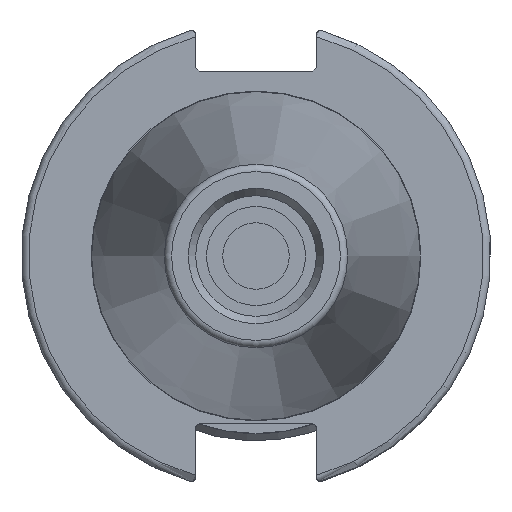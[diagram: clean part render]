
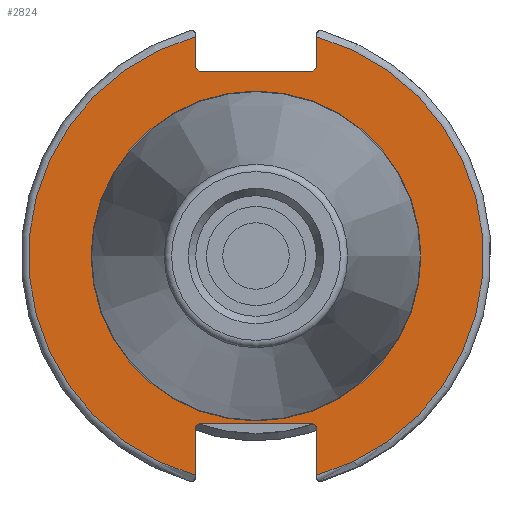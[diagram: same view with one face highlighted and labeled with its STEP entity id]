
A CAD part, left-side view. The second image highlights one B-rep face of the part: STEP entity #2824.
In plain terms, the highlighted planar face has unit normal (-1, 0, 0).
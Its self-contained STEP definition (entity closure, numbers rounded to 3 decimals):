
#422=FACE_BOUND('',#734,.T.);
#442=PLANE('',#3221);
#571=FACE_OUTER_BOUND('',#733,.T.);
#733=EDGE_LOOP('',(#2113,#2114,#2115,#2116,#2117,#2118,#2119,#2120,#2121,
#2122,#2123,#2124));
#734=EDGE_LOOP('',(#2125));
#902=LINE('',#4594,#1102);
#903=LINE('',#4596,#1103);
#904=LINE('',#4598,#1104);
#905=LINE('',#4600,#1105);
#906=LINE('',#4602,#1106);
#907=LINE('',#4606,#1107);
#908=LINE('',#4608,#1108);
#909=LINE('',#4610,#1109);
#910=LINE('',#4612,#1110);
#911=LINE('',#4613,#1111);
#1102=VECTOR('',#3661,10.);
#1103=VECTOR('',#3662,10.);
#1104=VECTOR('',#3663,10.);
#1105=VECTOR('',#3664,10.);
#1106=VECTOR('',#3665,10.);
#1107=VECTOR('',#3668,10.);
#1108=VECTOR('',#3669,10.);
#1109=VECTOR('',#3670,10.);
#1110=VECTOR('',#3671,10.);
#1111=VECTOR('',#3672,10.);
#1312=CIRCLE('',#3219,22.3);
#1314=CIRCLE('',#3222,30.75);
#1315=CIRCLE('',#3223,30.75);
#1445=VERTEX_POINT('',#4585);
#1446=VERTEX_POINT('',#4590);
#1447=VERTEX_POINT('',#4591);
#1448=VERTEX_POINT('',#4593);
#1449=VERTEX_POINT('',#4595);
#1450=VERTEX_POINT('',#4597);
#1451=VERTEX_POINT('',#4599);
#1452=VERTEX_POINT('',#4601);
#1453=VERTEX_POINT('',#4603);
#1454=VERTEX_POINT('',#4605);
#1455=VERTEX_POINT('',#4607);
#1456=VERTEX_POINT('',#4609);
#1457=VERTEX_POINT('',#4611);
#1702=EDGE_CURVE('',#1445,#1445,#1312,.T.);
#1704=EDGE_CURVE('',#1446,#1447,#1314,.T.);
#1705=EDGE_CURVE('',#1446,#1448,#902,.T.);
#1706=EDGE_CURVE('',#1449,#1448,#903,.T.);
#1707=EDGE_CURVE('',#1449,#1450,#904,.T.);
#1708=EDGE_CURVE('',#1451,#1450,#905,.T.);
#1709=EDGE_CURVE('',#1451,#1452,#906,.T.);
#1710=EDGE_CURVE('',#1453,#1452,#1315,.T.);
#1711=EDGE_CURVE('',#1453,#1454,#907,.T.);
#1712=EDGE_CURVE('',#1455,#1454,#908,.T.);
#1713=EDGE_CURVE('',#1455,#1456,#909,.T.);
#1714=EDGE_CURVE('',#1457,#1456,#910,.T.);
#1715=EDGE_CURVE('',#1457,#1447,#911,.T.);
#2113=ORIENTED_EDGE('',*,*,#1704,.F.);
#2114=ORIENTED_EDGE('',*,*,#1705,.T.);
#2115=ORIENTED_EDGE('',*,*,#1706,.F.);
#2116=ORIENTED_EDGE('',*,*,#1707,.T.);
#2117=ORIENTED_EDGE('',*,*,#1708,.F.);
#2118=ORIENTED_EDGE('',*,*,#1709,.T.);
#2119=ORIENTED_EDGE('',*,*,#1710,.F.);
#2120=ORIENTED_EDGE('',*,*,#1711,.T.);
#2121=ORIENTED_EDGE('',*,*,#1712,.F.);
#2122=ORIENTED_EDGE('',*,*,#1713,.T.);
#2123=ORIENTED_EDGE('',*,*,#1714,.F.);
#2124=ORIENTED_EDGE('',*,*,#1715,.T.);
#2125=ORIENTED_EDGE('',*,*,#1702,.F.);
#2824=ADVANCED_FACE('',(#571,#422),#442,.T.);
#3219=AXIS2_PLACEMENT_3D('',#4587,#3653,#3654);
#3221=AXIS2_PLACEMENT_3D('',#4589,#3657,#3658);
#3222=AXIS2_PLACEMENT_3D('',#4592,#3659,#3660);
#3223=AXIS2_PLACEMENT_3D('',#4604,#3666,#3667);
#3653=DIRECTION('center_axis',(-1.,0.,0.));
#3654=DIRECTION('ref_axis',(0.,-1.,0.));
#3657=DIRECTION('center_axis',(-1.,0.,0.));
#3658=DIRECTION('ref_axis',(0.,0.,1.));
#3659=DIRECTION('center_axis',(1.,0.,0.));
#3660=DIRECTION('ref_axis',(0.,-1.,0.));
#3661=DIRECTION('',(0.,0.,-1.));
#3662=DIRECTION('',(0.,-0.707,0.707));
#3663=DIRECTION('',(0.,1.,0.));
#3664=DIRECTION('',(0.,-0.707,-0.707));
#3665=DIRECTION('',(0.,0.,1.));
#3666=DIRECTION('center_axis',(1.,0.,0.));
#3667=DIRECTION('ref_axis',(0.,1.,0.));
#3668=DIRECTION('',(0.,0.,1.));
#3669=DIRECTION('',(0.,0.707,-0.707));
#3670=DIRECTION('',(0.,-1.,0.));
#3671=DIRECTION('',(0.,0.707,0.707));
#3672=DIRECTION('',(0.,0.,-1.));
#4585=CARTESIAN_POINT('',(3.175,0.,22.3));
#4587=CARTESIAN_POINT('Origin',(3.175,0.,0.));
#4589=CARTESIAN_POINT('Origin',(3.175,31.75,0.));
#4590=CARTESIAN_POINT('',(3.175,-8.19,29.639));
#4591=CARTESIAN_POINT('',(3.175,-8.19,-29.639));
#4592=CARTESIAN_POINT('Origin',(3.175,0.,0.));
#4593=CARTESIAN_POINT('',(3.175,-8.19,25.5));
#4594=CARTESIAN_POINT('',(3.175,-8.19,12.5));
#4595=CARTESIAN_POINT('',(3.175,-7.69,25.));
#4596=CARTESIAN_POINT('',(3.175,8.295,9.015));
#4597=CARTESIAN_POINT('',(3.175,7.69,25.));
#4598=CARTESIAN_POINT('',(3.175,15.875,25.));
#4599=CARTESIAN_POINT('',(3.175,8.19,25.5));
#4600=CARTESIAN_POINT('',(3.175,7.58,24.89));
#4601=CARTESIAN_POINT('',(3.175,8.19,29.639));
#4602=CARTESIAN_POINT('',(3.175,8.19,12.5));
#4603=CARTESIAN_POINT('',(3.175,8.19,-29.639));
#4604=CARTESIAN_POINT('Origin',(3.175,0.,0.));
#4605=CARTESIAN_POINT('',(3.175,8.19,-23.1));
#4606=CARTESIAN_POINT('',(3.175,8.19,-11.3));
#4607=CARTESIAN_POINT('',(3.175,7.69,-22.6));
#4608=CARTESIAN_POINT('',(3.175,8.18,-23.09));
#4609=CARTESIAN_POINT('',(3.175,-7.69,-22.6));
#4610=CARTESIAN_POINT('',(3.175,15.875,-22.6));
#4611=CARTESIAN_POINT('',(3.175,-8.19,-23.1));
#4612=CARTESIAN_POINT('',(3.175,7.695,-7.215));
#4613=CARTESIAN_POINT('',(3.175,-8.19,-11.3));
